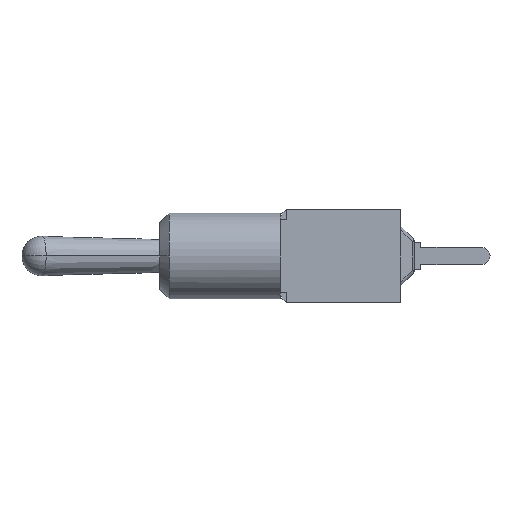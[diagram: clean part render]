
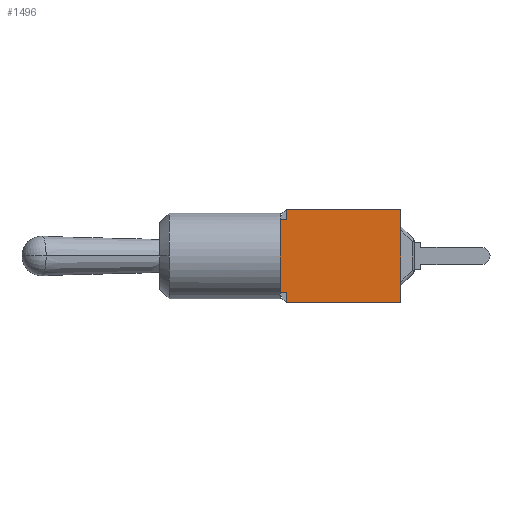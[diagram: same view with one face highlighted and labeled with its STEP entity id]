
A CAD part, left-side view. The second image highlights one B-rep face of the part: STEP entity #1496.
In plain terms, the highlighted planar face has unit normal (-1, 0, 0).
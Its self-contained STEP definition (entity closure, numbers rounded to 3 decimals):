
#41 = EDGE_CURVE ( 'NONE', #3191, #6355, #4143, .T. ) ;
#88 = VECTOR ( 'NONE', #2388, 1000. ) ;
#128 = VERTEX_POINT ( 'NONE', #5816 ) ;
#261 = DIRECTION ( 'NONE',  ( 0., 0., -1. ) ) ;
#304 = CARTESIAN_POINT ( 'NONE',  ( -6.35, 3.43, -6.66 ) ) ;
#349 = CARTESIAN_POINT ( 'NONE',  ( -6.35, 2.67, 2.23 ) ) ;
#755 = LINE ( 'NONE', #4514, #1617 ) ;
#782 = FACE_OUTER_BOUND ( 'NONE', #3521, .T. ) ;
#787 = DIRECTION ( 'NONE',  ( 0., 0., -1. ) ) ;
#804 = VECTOR ( 'NONE', #3157, 1000. ) ;
#1053 = CARTESIAN_POINT ( 'NONE',  ( -6.35, 3.43, 1.72 ) ) ;
#1107 = CARTESIAN_POINT ( 'NONE',  ( -6.35, -3.43, 2.674 ) ) ;
#1207 = LINE ( 'NONE', #5476, #2919 ) ;
#1374 = CARTESIAN_POINT ( 'NONE',  ( -6.35, 3.773, -6.66 ) ) ;
#1496 = ADVANCED_FACE ( 'NONE', ( #782 ), #5763, .T. ) ;
#1514 = CARTESIAN_POINT ( 'NONE',  ( -6.35, -2.67, 1.72 ) ) ;
#1617 = VECTOR ( 'NONE', #4794, 1000. ) ;
#1651 = ORIENTED_EDGE ( 'NONE', *, *, #5828, .F. ) ;
#1766 = CARTESIAN_POINT ( 'NONE',  ( -6.35, 3.468, 1.72 ) ) ;
#1837 = ORIENTED_EDGE ( 'NONE', *, *, #2410, .F. ) ;
#2000 = VECTOR ( 'NONE', #787, 1000. ) ;
#2041 = VERTEX_POINT ( 'NONE', #5793 ) ;
#2044 = VERTEX_POINT ( 'NONE', #349 ) ;
#2125 = ORIENTED_EDGE ( 'NONE', *, *, #3309, .T. ) ;
#2233 = LINE ( 'NONE', #3957, #2473 ) ;
#2244 = CARTESIAN_POINT ( 'NONE',  ( -6.35, 3.43, 2.674 ) ) ;
#2388 = DIRECTION ( 'NONE',  ( 0., -1., 0. ) ) ;
#2410 = EDGE_CURVE ( 'NONE', #2044, #128, #755, .T. ) ;
#2465 = LINE ( 'NONE', #1766, #4232 ) ;
#2473 = VECTOR ( 'NONE', #4933, 1000. ) ;
#2711 = ORIENTED_EDGE ( 'NONE', *, *, #3588, .T. ) ;
#2767 = DIRECTION ( 'NONE',  ( -1., 0., 0. ) ) ;
#2919 = VECTOR ( 'NONE', #4437, 1000. ) ;
#3101 = VERTEX_POINT ( 'NONE', #304 ) ;
#3141 = EDGE_CURVE ( 'NONE', #128, #6271, #3242, .T. ) ;
#3146 = LINE ( 'NONE', #1374, #88 ) ;
#3157 = DIRECTION ( 'NONE',  ( 0., 0., 1. ) ) ;
#3191 = VERTEX_POINT ( 'NONE', #5266 ) ;
#3242 = LINE ( 'NONE', #5799, #2000 ) ;
#3285 = DIRECTION ( 'NONE',  ( 0., 0., 1. ) ) ;
#3309 = EDGE_CURVE ( 'NONE', #6355, #6271, #2233, .T. ) ;
#3316 = VECTOR ( 'NONE', #261, 1000. ) ;
#3359 = ORIENTED_EDGE ( 'NONE', *, *, #41, .T. ) ;
#3521 = EDGE_LOOP ( 'NONE', ( #4614, #3359, #2125, #4883, #1837, #4851, #1651, #2711 ) ) ;
#3588 = EDGE_CURVE ( 'NONE', #5642, #3101, #4243, .T. ) ;
#3765 = CARTESIAN_POINT ( 'NONE',  ( -6.35, 3.773, 2.674 ) ) ;
#3891 = EDGE_CURVE ( 'NONE', #2044, #2041, #1207, .T. ) ;
#3957 = CARTESIAN_POINT ( 'NONE',  ( -6.35, 3.773, 1.72 ) ) ;
#4143 = LINE ( 'NONE', #1107, #804 ) ;
#4232 = VECTOR ( 'NONE', #5220, 1000. ) ;
#4243 = LINE ( 'NONE', #2244, #3316 ) ;
#4352 = EDGE_CURVE ( 'NONE', #3101, #3191, #3146, .T. ) ;
#4437 = DIRECTION ( 'NONE',  ( 0., 0., -1. ) ) ;
#4514 = CARTESIAN_POINT ( 'NONE',  ( -6.35, 2.937, 2.23 ) ) ;
#4523 = CARTESIAN_POINT ( 'NONE',  ( -6.35, -3.43, 1.72 ) ) ;
#4614 = ORIENTED_EDGE ( 'NONE', *, *, #4352, .T. ) ;
#4794 = DIRECTION ( 'NONE',  ( 0., -1., 0. ) ) ;
#4851 = ORIENTED_EDGE ( 'NONE', *, *, #3891, .T. ) ;
#4883 = ORIENTED_EDGE ( 'NONE', *, *, #3141, .F. ) ;
#4933 = DIRECTION ( 'NONE',  ( 0., 1., 0. ) ) ;
#5220 = DIRECTION ( 'NONE',  ( 0., -1., 0. ) ) ;
#5266 = CARTESIAN_POINT ( 'NONE',  ( -6.35, -3.43, -6.66 ) ) ;
#5476 = CARTESIAN_POINT ( 'NONE',  ( -6.35, 2.67, 2.674 ) ) ;
#5642 = VERTEX_POINT ( 'NONE', #1053 ) ;
#5761 = AXIS2_PLACEMENT_3D ( 'NONE', #3765, #2767, #3285 ) ;
#5763 = PLANE ( 'NONE',  #5761 ) ;
#5793 = CARTESIAN_POINT ( 'NONE',  ( -6.35, 2.67, 1.72 ) ) ;
#5799 = CARTESIAN_POINT ( 'NONE',  ( -6.35, -2.67, 2.255 ) ) ;
#5816 = CARTESIAN_POINT ( 'NONE',  ( -6.35, -2.67, 2.23 ) ) ;
#5828 = EDGE_CURVE ( 'NONE', #5642, #2041, #2465, .T. ) ;
#6271 = VERTEX_POINT ( 'NONE', #1514 ) ;
#6355 = VERTEX_POINT ( 'NONE', #4523 ) ;
